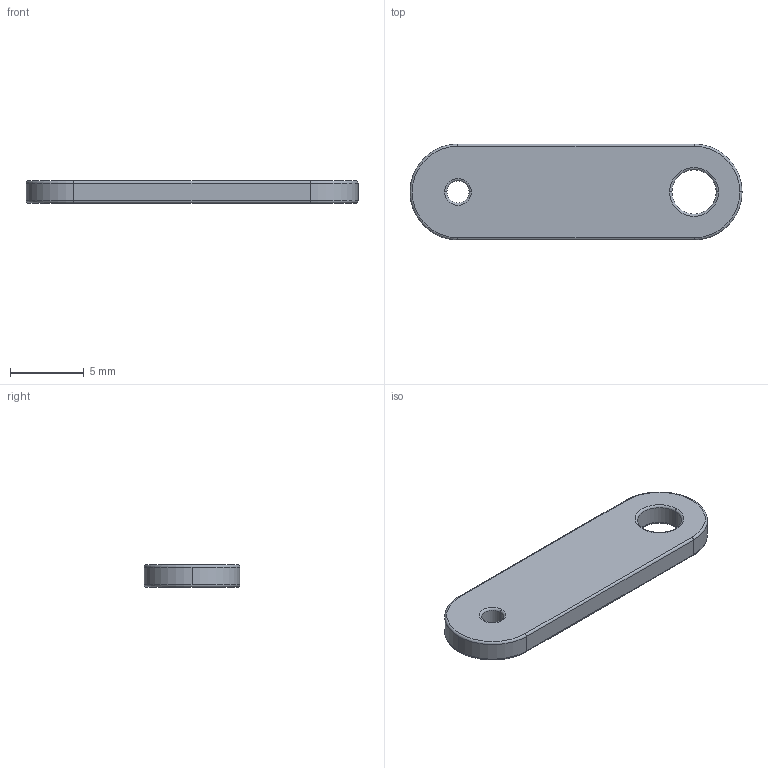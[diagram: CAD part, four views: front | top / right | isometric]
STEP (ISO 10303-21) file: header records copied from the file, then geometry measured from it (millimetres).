
FILE_DESCRIPTION (( 'STEP AP203' ), '1' );
FILE_NAME ('Part9 t308_Default_sldprt.STEP', '2018-07-08T08:09:35', ( '' ), ( '' ), 'SwSTEP 2.0', 'SolidWorks 2014', '' );
FILE_SCHEMA (( 'CONFIG_CONTROL_DESIGN' ));
Length unit declared in the file: millimetre
Products named in the file (1): Part9 t308_Default_sldprt
Bounding box: 22.5 x 6.5 x 1.5 mm (x, y, z)
Volume: 191.9 mm3; surface area: 348 mm2
Topology: 1 solids, 1 shells, 29 faces, 65 edges, 38 vertices
Faces by surface type: torus 14, cylinder 11, plane 4
Entity records: 904 total; most frequent: DIRECTION 173, CARTESIAN_POINT 133, ORIENTED_EDGE 130, AXIS2_PLACEMENT_3D 78, EDGE_CURVE 65, CIRCLE 48, VERTEX_POINT 38, EDGE_LOOP 33
